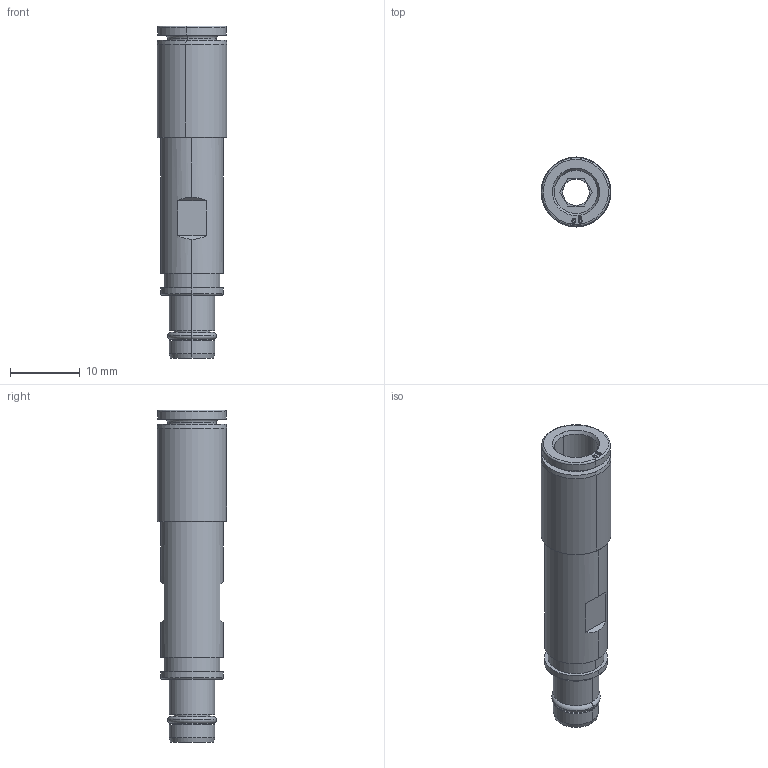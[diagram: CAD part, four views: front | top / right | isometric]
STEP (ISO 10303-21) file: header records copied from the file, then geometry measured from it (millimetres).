
FILE_DESCRIPTION(('Creo Elements/Direct Modeling STEP Export'),'2;1');
FILE_NAME('0ln7uvk5btlp9l72516','2021-07-27T11:37:13',(''),(''),'Creo Elements/Direct Modeling STEP processor for AP214 (Solid Model)','Creo Elements/Direct Modeling 20.1B 02-Apr-2019 (C) Parametric Technology GmbH','');
FILE_SCHEMA(('AUTOMOTIVE_DESIGN { 1 0 10303 214 1 1 1 1 }'));
Length unit declared in the file: millimetre
Products named in the file (2): CX_6.0_MPQM
Assembly tree (1 placements, depth 2):
  CX_6.0_MPQM
    CX_6.0_MPQM
Bounding box: 10 x 10 x 47.5 mm (x, y, z)
Volume: 2090.1 mm3; surface area: 2310.6 mm2
Topology: 1 solids, 1 shells, 113 faces, 277 edges, 182 vertices
Faces by surface type: plane 39, cylinder 28, extrusion 26, torus 10, cone 10
Entity records: 4753 total; most frequent: CARTESIAN_POINT 1363, ORIENTED_EDGE 554, DIRECTION 417, EDGE_CURVE 277, VERTEX_POINT 182, VECTOR 143, AXIS2_PLACEMENT_3D 137, EDGE_LOOP 131
